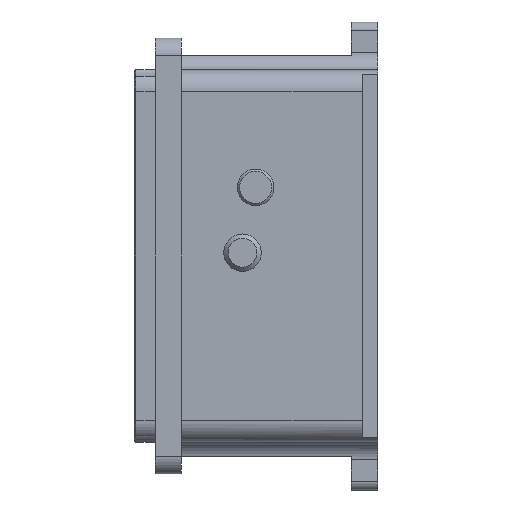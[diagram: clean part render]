
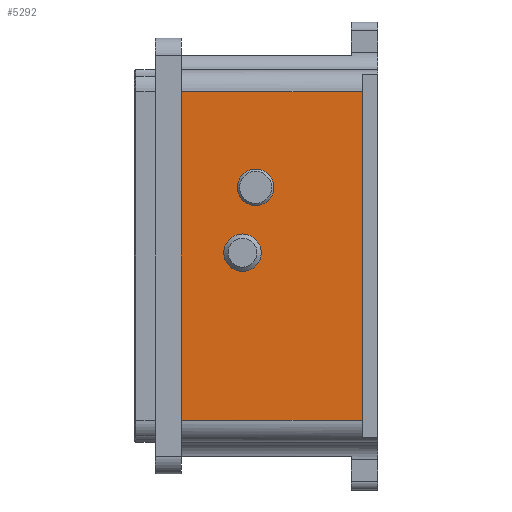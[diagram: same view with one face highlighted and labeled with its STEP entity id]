
A CAD part, left-side view. The second image highlights one B-rep face of the part: STEP entity #5292.
In plain terms, the highlighted planar face has unit normal (-1, 0, 0).
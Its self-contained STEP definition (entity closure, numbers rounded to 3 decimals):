
#57=FACE_BOUND('',#681,.T.);
#58=FACE_BOUND('',#682,.T.);
#147=PLANE('',#5691);
#344=FACE_OUTER_BOUND('',#680,.T.);
#680=EDGE_LOOP('',(#3763,#3764,#3765,#3766));
#681=EDGE_LOOP('',(#3767));
#682=EDGE_LOOP('',(#3768));
#1078=LINE('',#8207,#1540);
#1079=LINE('',#8209,#1541);
#1080=LINE('',#8211,#1542);
#1081=LINE('',#8212,#1543);
#1540=VECTOR('',#6495,1000.);
#1541=VECTOR('',#6496,1000.);
#1542=VECTOR('',#6497,1000.);
#1543=VECTOR('',#6498,1000.);
#1990=CIRCLE('',#5682,4.2);
#1994=CIRCLE('',#5690,4.3);
#2325=VERTEX_POINT('',#8187);
#2329=VERTEX_POINT('',#8201);
#2330=VERTEX_POINT('',#8205);
#2331=VERTEX_POINT('',#8206);
#2332=VERTEX_POINT('',#8208);
#2333=VERTEX_POINT('',#8210);
#2870=EDGE_CURVE('',#2325,#2325,#1990,.T.);
#2876=EDGE_CURVE('',#2329,#2329,#1994,.T.);
#2877=EDGE_CURVE('',#2330,#2331,#1078,.T.);
#2878=EDGE_CURVE('',#2330,#2332,#1079,.T.);
#2879=EDGE_CURVE('',#2332,#2333,#1080,.T.);
#2880=EDGE_CURVE('',#2333,#2331,#1081,.T.);
#3763=ORIENTED_EDGE('',*,*,#2877,.F.);
#3764=ORIENTED_EDGE('',*,*,#2878,.T.);
#3765=ORIENTED_EDGE('',*,*,#2879,.T.);
#3766=ORIENTED_EDGE('',*,*,#2880,.T.);
#3767=ORIENTED_EDGE('',*,*,#2876,.F.);
#3768=ORIENTED_EDGE('',*,*,#2870,.F.);
#5292=ADVANCED_FACE('',(#344,#57,#58),#147,.T.);
#5682=AXIS2_PLACEMENT_3D('',#8189,#6473,#6474);
#5690=AXIS2_PLACEMENT_3D('',#8203,#6491,#6492);
#5691=AXIS2_PLACEMENT_3D('',#8204,#6493,#6494);
#6473=DIRECTION('center_axis',(-1.,0.,0.));
#6474=DIRECTION('ref_axis',(0.,0.,1.));
#6491=DIRECTION('center_axis',(-1.,0.,0.));
#6492=DIRECTION('ref_axis',(0.,0.,1.));
#6493=DIRECTION('center_axis',(-1.,0.,0.));
#6494=DIRECTION('ref_axis',(0.,0.,1.));
#6495=DIRECTION('',(0.,0.,-1.));
#6496=DIRECTION('',(0.,1.,0.));
#6497=DIRECTION('',(0.,0.,-1.));
#6498=DIRECTION('',(0.,-1.,0.));
#8187=CARTESIAN_POINT('',(-42.5,22.,21.2));
#8189=CARTESIAN_POINT('Origin',(-42.5,22.,17.));
#8201=CARTESIAN_POINT('',(-42.5,25.,6.3));
#8203=CARTESIAN_POINT('Origin',(-42.5,25.,2.));
#8204=CARTESIAN_POINT('Origin',(-42.5,-6.,-41.5));
#8205=CARTESIAN_POINT('',(-42.5,-2.5,39.));
#8206=CARTESIAN_POINT('',(-42.5,-2.5,-36.5));
#8207=CARTESIAN_POINT('',(-42.5,-2.5,-41.5));
#8208=CARTESIAN_POINT('',(-42.5,39.,39.));
#8209=CARTESIAN_POINT('',(-42.5,-6.,39.));
#8210=CARTESIAN_POINT('',(-42.5,39.,-36.5));
#8211=CARTESIAN_POINT('',(-42.5,39.,-41.5));
#8212=CARTESIAN_POINT('',(-42.5,-6.,-36.5));
